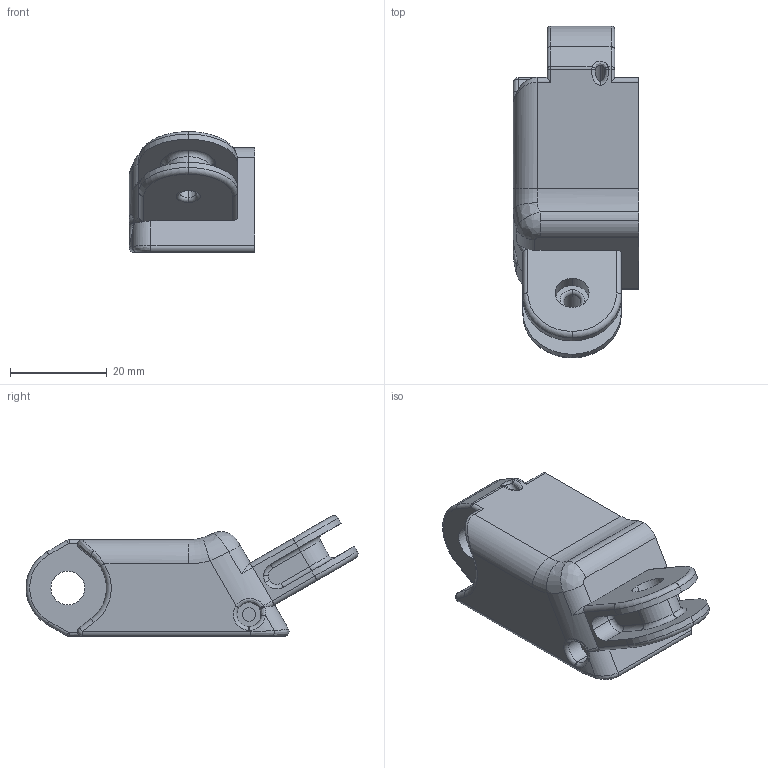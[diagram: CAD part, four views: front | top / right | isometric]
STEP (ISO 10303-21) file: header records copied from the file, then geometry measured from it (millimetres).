
FILE_DESCRIPTION (( 'STEP AP214' ), '1' );
FILE_NAME ('META1.STEP', '2025-01-18T22:05:59', ( '' ), ( '' ), 'SwSTEP 2.0', 'SolidWorks 2025', '' );
FILE_SCHEMA (( 'AUTOMOTIVE_DESIGN' ));
Length unit declared in the file: millimetre
Products named in the file (1): META1
Bounding box: 26 x 68.76 x 24.99 mm (x, y, z)
Volume: 15028 mm3; surface area: 9461 mm2
Topology: 1 solids, 1 shells, 172 faces, 433 edges, 267 vertices
Faces by surface type: cylinder 79, plane 41, torus 31, bspline 20, sphere 1
Entity records: 5906 total; most frequent: CARTESIAN_POINT 1795, DIRECTION 891, ORIENTED_EDGE 862, EDGE_CURVE 431, AXIS2_PLACEMENT_3D 362, VERTEX_POINT 266, CIRCLE 209, EDGE_LOOP 185
